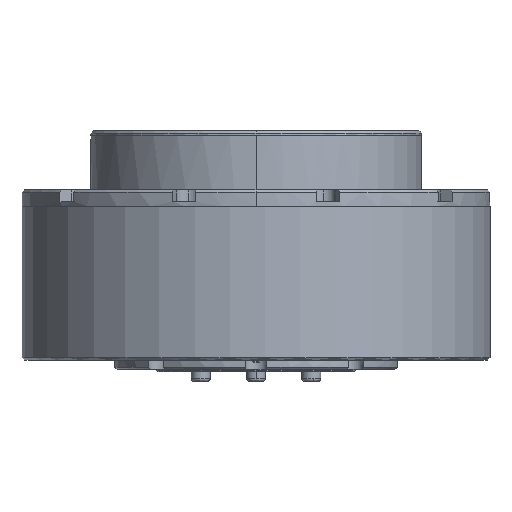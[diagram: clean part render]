
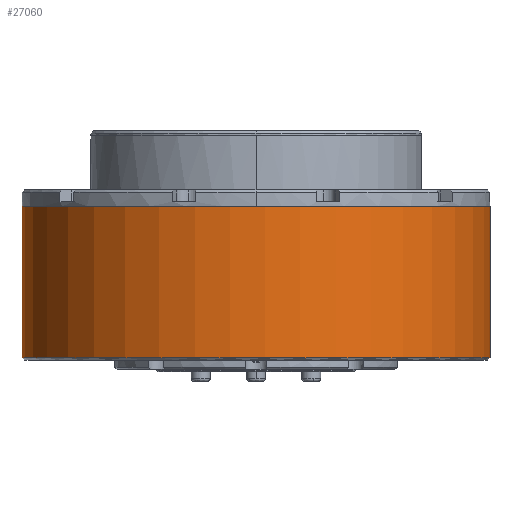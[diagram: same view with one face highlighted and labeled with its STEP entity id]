
A CAD part, left-side view. The second image highlights one B-rep face of the part: STEP entity #27060.
In plain terms, the highlighted free-form (B-spline) face has degree [2, 1] with [5, 2] control points.
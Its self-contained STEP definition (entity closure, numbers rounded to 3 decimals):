
#18818 = VERTEX_POINT('',#18819);
#18819 = CARTESIAN_POINT('',(0.,43.818,
    2.213));
#18825 = VERTEX_POINT('',#18826);
#18826 = CARTESIAN_POINT('',(0.,-43.818,
    2.213));
#20420 = VERTEX_POINT('',#20421);
#20421 = CARTESIAN_POINT('',(0.,-43.818,
    30.54));
#20422 = VERTEX_POINT('',#20423);
#20423 = CARTESIAN_POINT('',(0.,43.818,
    30.54));
#20431 = EDGE_CURVE('',#20420,#18825,#20432,.T.);
#20432 = B_SPLINE_CURVE_WITH_KNOTS('',1,(#20433,#20434),.UNSPECIFIED.,
  .F.,.F.,(2,2),(7.,39.),.PIECEWISE_BEZIER_KNOTS.);
#20433 = CARTESIAN_POINT('',(0.,-43.818,
    30.54));
#20434 = CARTESIAN_POINT('',(0.,-43.818,
    2.213));
#20437 = EDGE_CURVE('',#20422,#18818,#20438,.T.);
#20438 = B_SPLINE_CURVE_WITH_KNOTS('',1,(#20439,#20440),.UNSPECIFIED.,
  .F.,.F.,(2,2),(7.,39.),.PIECEWISE_BEZIER_KNOTS.);
#20439 = CARTESIAN_POINT('',(0.,43.818,
    30.54));
#20440 = CARTESIAN_POINT('',(0.,43.818,
    2.213));
#27060 = ADVANCED_FACE('',(#27061),#27081,.T.);
#27061 = FACE_BOUND('',#27062,.T.);
#27062 = EDGE_LOOP('',(#27063,#27064,#27072,#27073));
#27063 = ORIENTED_EDGE('',*,*,#20431,.F.);
#27064 = ORIENTED_EDGE('',*,*,#27065,.F.);
#27065 = EDGE_CURVE('',#20422,#20420,#27066,.T.);
#27066 = ( BOUNDED_CURVE() B_SPLINE_CURVE(2,(#27067,#27068,#27069,#27070
,#27071),.UNSPECIFIED.,.F.,.F.) B_SPLINE_CURVE_WITH_KNOTS((3,2,3),(
    1.571,3.142,4.712),
.PIECEWISE_BEZIER_KNOTS.) CURVE() GEOMETRIC_REPRESENTATION_ITEM() 
RATIONAL_B_SPLINE_CURVE((1.,0.707,1.,0.707,1.)) 
REPRESENTATION_ITEM('') );
#27067 = CARTESIAN_POINT('',(0.,43.818,
    30.54));
#27068 = CARTESIAN_POINT('',(-43.818,43.818,
    30.54));
#27069 = CARTESIAN_POINT('',(-43.818,0.,
    30.54));
#27070 = CARTESIAN_POINT('',(-43.818,-43.818,
    30.54));
#27071 = CARTESIAN_POINT('',(0.,-43.818,
    30.54));
#27072 = ORIENTED_EDGE('',*,*,#20437,.T.);
#27073 = ORIENTED_EDGE('',*,*,#27074,.T.);
#27074 = EDGE_CURVE('',#18818,#18825,#27075,.T.);
#27075 = ( BOUNDED_CURVE() B_SPLINE_CURVE(2,(#27076,#27077,#27078,#27079
,#27080),.UNSPECIFIED.,.F.,.F.) B_SPLINE_CURVE_WITH_KNOTS((3,2,3),(
    3.142,4.712,6.283),
.PIECEWISE_BEZIER_KNOTS.) CURVE() GEOMETRIC_REPRESENTATION_ITEM() 
RATIONAL_B_SPLINE_CURVE((1.,0.707,1.,0.707,1.)) 
REPRESENTATION_ITEM('') );
#27076 = CARTESIAN_POINT('',(0.,43.818,
    2.213));
#27077 = CARTESIAN_POINT('',(-43.818,43.818,
    2.213));
#27078 = CARTESIAN_POINT('',(-43.818,0.,
    2.213));
#27079 = CARTESIAN_POINT('',(-43.818,-43.818,
    2.213));
#27080 = CARTESIAN_POINT('',(0.,-43.818,
    2.213));
#27081 = ( BOUNDED_SURFACE() B_SPLINE_SURFACE(2,1,(
    (#27082,#27083)
    ,(#27084,#27085)
    ,(#27086,#27087)
    ,(#27088,#27089)
    ,(#27090,#27091
)),.UNSPECIFIED.,.F.,.F.,.F.) B_SPLINE_SURFACE_WITH_KNOTS((3,2,3),(2,2),
  (3.142,4.712,6.283),(7.,39.),
.PIECEWISE_BEZIER_KNOTS.) GEOMETRIC_REPRESENTATION_ITEM() 
RATIONAL_B_SPLINE_SURFACE((
    (1.,1.)
    ,(0.707,0.707)
    ,(1.,1.)
    ,(0.707,0.707)
,(1.,1.))) REPRESENTATION_ITEM('') SURFACE() );
#27082 = CARTESIAN_POINT('',(0.,-43.818,
    30.54));
#27083 = CARTESIAN_POINT('',(0.,-43.818,
    2.213));
#27084 = CARTESIAN_POINT('',(-43.818,-43.818,
    30.54));
#27085 = CARTESIAN_POINT('',(-43.818,-43.818,
    2.213));
#27086 = CARTESIAN_POINT('',(-43.818,0.,
    30.54));
#27087 = CARTESIAN_POINT('',(-43.818,0.,
    2.213));
#27088 = CARTESIAN_POINT('',(-43.818,43.818,
    30.54));
#27089 = CARTESIAN_POINT('',(-43.818,43.818,
    2.213));
#27090 = CARTESIAN_POINT('',(0.,43.818,
    30.54));
#27091 = CARTESIAN_POINT('',(0.,43.818,
    2.213));
